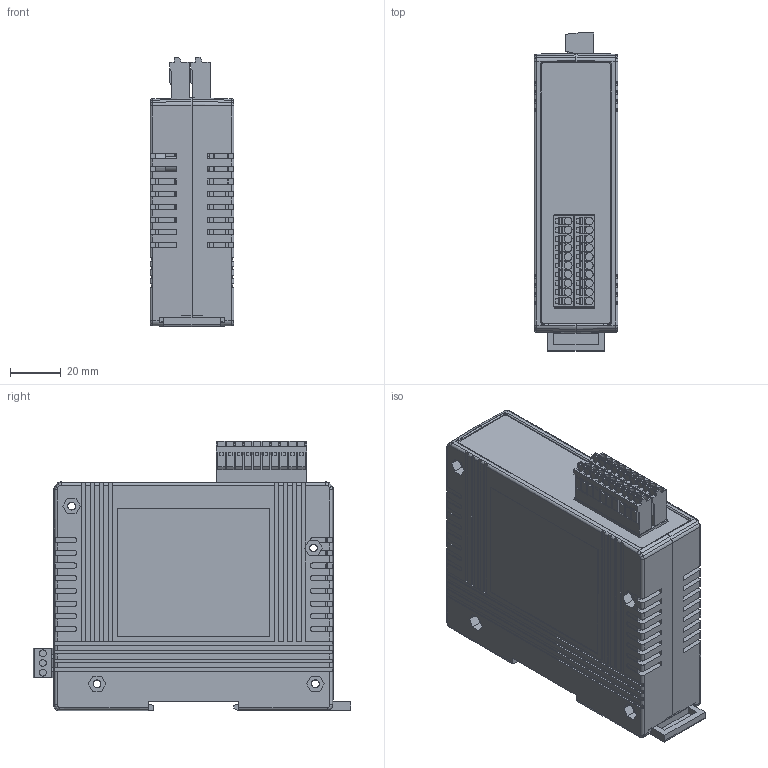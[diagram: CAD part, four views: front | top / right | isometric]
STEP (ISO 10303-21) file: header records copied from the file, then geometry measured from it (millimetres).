
FILE_DESCRIPTION (( 'STEP AP203' ), '1' );
FILE_NAME ('PFN-2060.STEP', '2016-08-18T07:58:42', ( 'user' ), ( '' ), 'SwSTEP 2.0', 'SolidWorks 2013', '' );
FILE_SCHEMA (( 'CONFIG_CONTROL_DESIGN' ));
Length unit declared in the file: millimetre
Products named in the file (20): PFN-2060_PCB; 2x6pin_2.00mm_SMD; ns-208-aa01.sldasm-Part-4; 8K LED_16; 4SI21B0000003; RJ45-1x1_no led; 4SI21B0000002; 3pin_381_90D; ECAT-2055_001; 3pin_381_90D_K; 4SI21K0000060_20130114; 箭頭SW_0-F; 端子台2x10_35_90D; F.G.馬口鐵(4SI21A0000001); LED-UP-3P; 0221-2011_3.5x10; PFN-2060; LED-UP-2P; 16 LED display
Assembly tree (21 placements, depth 4):
  PFN-2060
    PFN-2060_PCB
      PFN-2060_PCB
      端子台2x10_35_90D
      0221-2011_3.5x10  x2
      8K LED_16
        16 LED display
        2x6pin_2.00mm_SMD
      RJ45-1x1_no led  x2
      3pin_381_90D
      3pin_381_90D_K
      箭頭SW_0-F
      LED-UP-3P
      LED-UP-2P
    ns-208-aa01.sldasm-Part-4
    4SI21B0000003
    4SI21B0000002
    ECAT-2055_001
    4SI21K0000060_20130114
    F.G.馬口鐵(4SI21A0000001)
Bounding box: 33 x 125.2 x 106.2 mm (x, y, z)
Volume: 100431.8 mm3; surface area: 133611 mm2
Topology: 19 solids, 19 shells, 3577 faces, 9213 edges, 5957 vertices
Faces by surface type: plane 2913, cylinder 532, cone 46, bspline 32, torus 30, sphere 24
Entity records: 94203 total; most frequent: CARTESIAN_POINT 16929, ORIENTED_EDGE 15734, DIRECTION 14962, EDGE_CURVE 7867, VECTOR 6654, LINE 6654, VERTEX_POINT 5081, AXIS2_PLACEMENT_3D 4154
